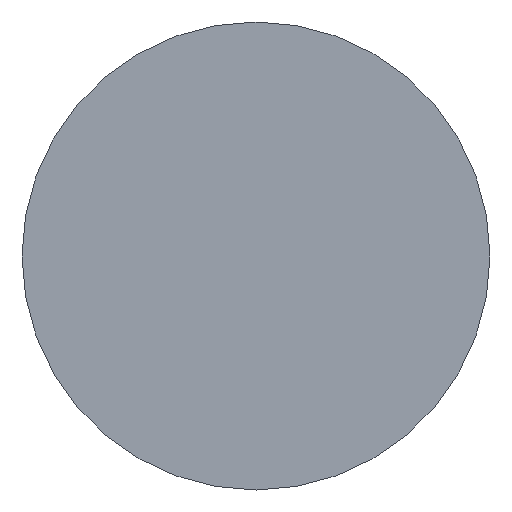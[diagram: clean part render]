
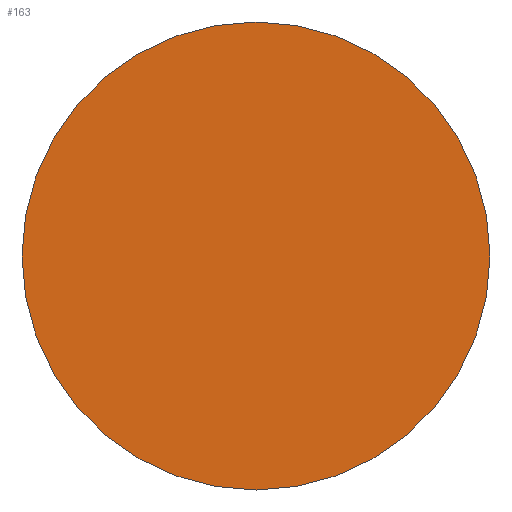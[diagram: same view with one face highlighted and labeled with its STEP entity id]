
A CAD part, front view. The second image highlights one B-rep face of the part: STEP entity #163.
In plain terms, the highlighted planar face has unit normal (0, -1, 0).
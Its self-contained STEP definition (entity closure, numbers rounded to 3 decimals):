
#137=EDGE_CURVE('',#175,#167,#315,.T.);
#163=ADVANCED_FACE('',(#346),#347,.T.);
#167=VERTEX_POINT('',#352);
#175=VERTEX_POINT('',#360);
#179=EDGE_CURVE('',#167,#175,#364,.T.);
#315=CIRCLE('',#513,7.5);
#346=FACE_OUTER_BOUND('',#552,.T.);
#347=PLANE('',#553);
#352=CARTESIAN_POINT('',(-7.5,-15.0,0.));
#360=CARTESIAN_POINT('',(7.5,-15.0,0.));
#364=CIRCLE('',#573,7.5);
#513=AXIS2_PLACEMENT_3D('',#734,#735,#736);
#552=EDGE_LOOP('',(#784,#785));
#553=AXIS2_PLACEMENT_3D('',#786,#787,#788);
#573=AXIS2_PLACEMENT_3D('',#801,#802,#803);
#734=CARTESIAN_POINT('',(0.0,-15.0,0.));
#735=DIRECTION('',(0.0,-1.0,0.));
#736=DIRECTION('',(1.0,0.0,0.0));
#784=ORIENTED_EDGE('',*,*,#137,.T.);
#785=ORIENTED_EDGE('',*,*,#179,.T.);
#786=CARTESIAN_POINT('',(0.0,-15.0,0.));
#787=DIRECTION('',(0.0,-1.0,0.));
#788=DIRECTION('',(1.0,0.0,0.0));
#801=CARTESIAN_POINT('',(0.0,-15.0,0.));
#802=DIRECTION('',(0.0,-1.0,0.));
#803=DIRECTION('',(1.0,0.0,0.0));
